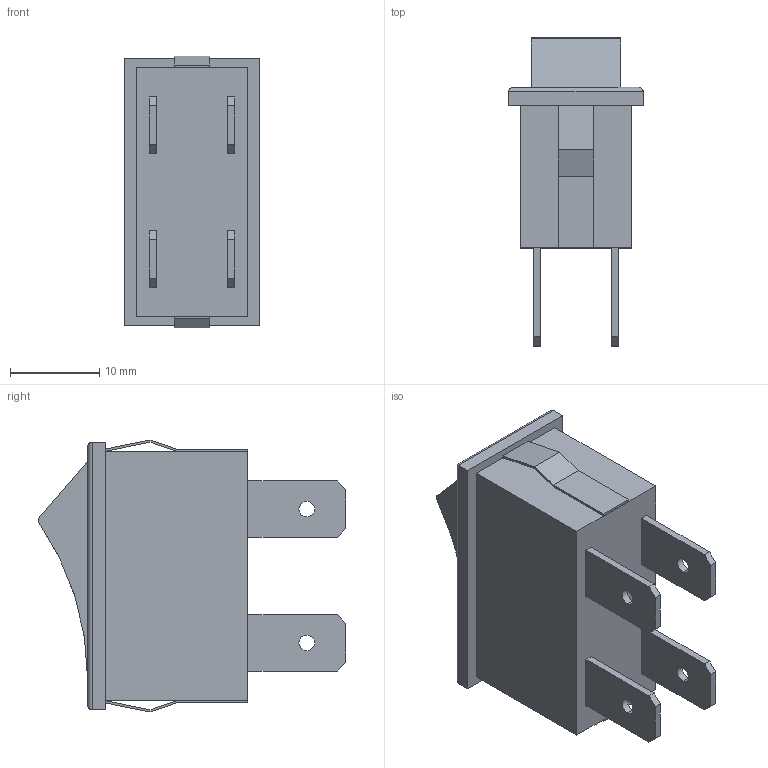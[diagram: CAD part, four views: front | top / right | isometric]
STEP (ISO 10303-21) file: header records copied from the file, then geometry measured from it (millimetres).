
FILE_DESCRIPTION (( 'STEP AP214' ), '1' );
FILE_NAME ('POWER ROCKER SWITCH_AJ8202BF.STEP', '2024-04-17T03:03:16', ( '' ), ( '' ), 'SwSTEP 2.0', 'SolidWorks 2022', '' );
FILE_SCHEMA (( 'AUTOMOTIVE_DESIGN' ));
Length unit declared in the file: millimetre
Products named in the file (1): POWER ROCKER SWITCH_AJ8202BF
Bounding box: 15.1 x 34.57 x 30.52 mm (x, y, z)
Volume: 7258.8 mm3; surface area: 3393.5 mm2
Topology: 3 solids, 3 shells, 79 faces, 195 edges, 128 vertices
Faces by surface type: plane 64, cylinder 14, bspline 1
Entity records: 3119 total; most frequent: CARTESIAN_POINT 428, ORIENTED_EDGE 390, DIRECTION 365, EDGE_CURVE 195, LINE 167, VECTOR 167, VERTEX_POINT 128, AXIS2_PLACEMENT_3D 99
